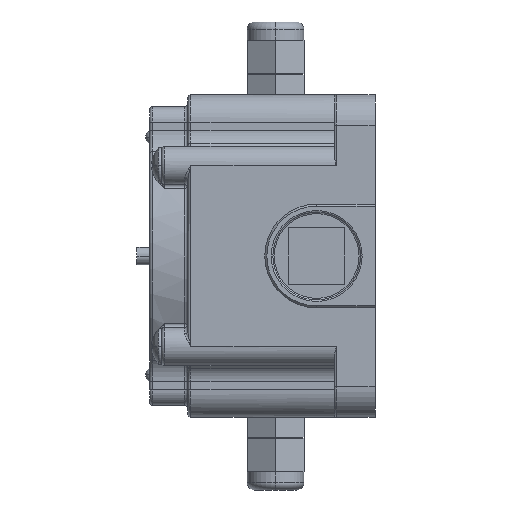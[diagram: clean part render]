
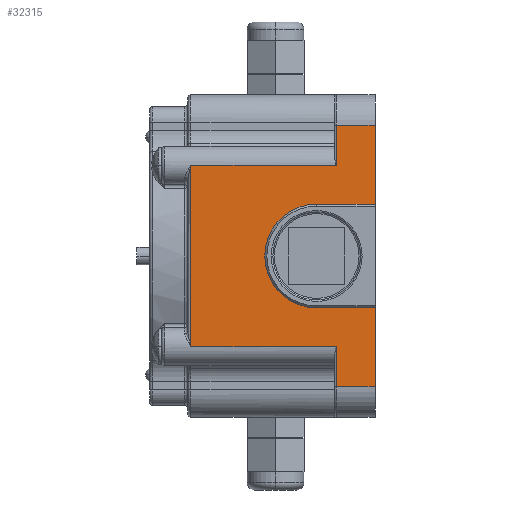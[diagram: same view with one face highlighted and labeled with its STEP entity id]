
A CAD part, left-side view. The second image highlights one B-rep face of the part: STEP entity #32315.
In plain terms, the highlighted planar face has unit normal (-1, 0, 0).
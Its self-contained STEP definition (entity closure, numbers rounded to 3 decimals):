
#4130=DIRECTION('',(0.,1.,0.));
#4131=VECTOR('',#4130,36.47);
#4132=CARTESIAN_POINT('',(-40.07,9.76,22.735));
#4133=LINE('',#4132,#4131);
#4202=DIRECTION('',(0.,1.,0.));
#4203=VECTOR('',#4202,36.47);
#4204=CARTESIAN_POINT('',(-40.07,9.76,-22.735));
#4205=LINE('',#4204,#4203);
#4206=DIRECTION('',(0.,0.,1.));
#4207=VECTOR('',#4206,10.119);
#4208=CARTESIAN_POINT('',(-40.07,9.76,22.735));
#4209=LINE('',#4208,#4207);
#4210=DIRECTION('',(0.,0.,-1.));
#4211=VECTOR('',#4210,19.834);
#4212=CARTESIAN_POINT('',(-40.07,0.,32.854));
#4213=LINE('',#4212,#4211);
#4214=DIRECTION('',(0.,1.,0.));
#4215=VECTOR('',#4214,14.67);
#4216=CARTESIAN_POINT('',(-40.07,0.,13.02));
#4217=LINE('',#4216,#4215);
#4218=CARTESIAN_POINT('',(-40.07,14.67,0.));
#4219=DIRECTION('',(-1.,0.,0.));
#4220=DIRECTION('',(0.,0.,1.));
#4221=AXIS2_PLACEMENT_3D('',#4218,#4219,#4220);
#4223=DIRECTION('',(0.,1.,0.));
#4224=VECTOR('',#4223,14.67);
#4225=CARTESIAN_POINT('',(-40.07,0.,-13.02));
#4226=LINE('',#4225,#4224);
#4227=DIRECTION('',(0.,0.,-1.));
#4228=VECTOR('',#4227,19.834);
#4229=CARTESIAN_POINT('',(-40.07,0.,-13.02));
#4230=LINE('',#4229,#4228);
#4231=DIRECTION('',(0.,1.,0.));
#4232=VECTOR('',#4231,9.76);
#4233=CARTESIAN_POINT('',(-40.07,0.,-32.854));
#4234=LINE('',#4233,#4232);
#4235=DIRECTION('',(0.,0.,1.));
#4236=VECTOR('',#4235,10.119);
#4237=CARTESIAN_POINT('',(-40.07,9.76,-32.854));
#4238=LINE('',#4237,#4236);
#4284=CARTESIAN_POINT('',(-40.071,46.23,
-22.735));
#5761=CARTESIAN_POINT('',(-40.07,46.23,22.735));
#5763=DIRECTION('',(0.,0.,-1.));
#5764=VECTOR('',#5763,45.47);
#5765=CARTESIAN_POINT('',(-40.07,46.23,22.735));
#5766=LINE('',#5765,#5764);
#26113=DIRECTION('',(0.,1.,0.));
#26114=VECTOR('',#26113,9.76);
#26115=CARTESIAN_POINT('',(-40.07,0.,32.854));
#26116=LINE('',#26115,#26114);
#26754=CARTESIAN_POINT('',(-40.07,0.,32.854));
#26756=VERTEX_POINT('',#26754);
#26767=CARTESIAN_POINT('',(-40.07,0.,-32.854));
#26769=VERTEX_POINT('',#26767);
#26842=CARTESIAN_POINT('',(-40.07,0.,-13.02));
#26843=CARTESIAN_POINT('',(-40.07,14.67,-13.02));
#26844=VERTEX_POINT('',#26842);
#26845=VERTEX_POINT('',#26843);
#26846=CARTESIAN_POINT('',(-40.07,0.,13.02));
#26847=CARTESIAN_POINT('',(-40.07,14.67,13.02));
#26848=VERTEX_POINT('',#26846);
#26849=VERTEX_POINT('',#26847);
#27356=CARTESIAN_POINT('',(-40.07,9.76,32.854));
#27357=VERTEX_POINT('',#27356);
#27360=CARTESIAN_POINT('',(-40.07,9.76,22.735));
#27361=VERTEX_POINT('',#27360);
#27366=CARTESIAN_POINT('',(-40.07,9.76,-32.854));
#27367=CARTESIAN_POINT('',(-40.07,9.76,-22.735));
#27368=VERTEX_POINT('',#27366);
#27369=VERTEX_POINT('',#27367);
#28634=VERTEX_POINT('',#5761);
#28652=VERTEX_POINT('',#4284);
#32287=CARTESIAN_POINT('',(-40.07,0.,-32.854));
#32288=DIRECTION('',(-1.,0.,0.));
#32289=DIRECTION('',(0.,0.,1.));
#32290=AXIS2_PLACEMENT_3D('',#32287,#32288,#32289);
#32291=PLANE('',#32290);
#32293=ORIENTED_EDGE('',*,*,#32292,.T.);
#32295=ORIENTED_EDGE('',*,*,#32294,.F.);
#32296=ORIENTED_EDGE('',*,*,#32263,.F.);
#32298=ORIENTED_EDGE('',*,*,#32297,.T.);
#32300=ORIENTED_EDGE('',*,*,#32299,.F.);
#32301=ORIENTED_EDGE('',*,*,#29490,.T.);
#32303=ORIENTED_EDGE('',*,*,#32302,.T.);
#32305=ORIENTED_EDGE('',*,*,#32304,.T.);
#32307=ORIENTED_EDGE('',*,*,#32306,.F.);
#32308=ORIENTED_EDGE('',*,*,#29478,.T.);
#32310=ORIENTED_EDGE('',*,*,#32309,.T.);
#32312=ORIENTED_EDGE('',*,*,#32311,.T.);
#32313=EDGE_LOOP('',(#32293,#32295,#32296,#32298,#32300,#32301,#32303,#32305,
#32307,#32308,#32310,#32312));
#32314=FACE_OUTER_BOUND('',#32313,.F.);
#32315=ADVANCED_FACE('',(#32314),#32291,.T.);
#4222=CIRCLE('',#4221,13.02);
#29478=EDGE_CURVE('',#26844,#26769,#4230,.T.);
#29490=EDGE_CURVE('',#26756,#26848,#4213,.T.);
#32263=EDGE_CURVE('',#27361,#28634,#4133,.T.);
#32292=EDGE_CURVE('',#27369,#28652,#4205,.T.);
#32294=EDGE_CURVE('',#28634,#28652,#5766,.T.);
#32297=EDGE_CURVE('',#27361,#27357,#4209,.T.);
#32299=EDGE_CURVE('',#26756,#27357,#26116,.T.);
#32302=EDGE_CURVE('',#26848,#26849,#4217,.T.);
#32304=EDGE_CURVE('',#26849,#26845,#4222,.T.);
#32306=EDGE_CURVE('',#26844,#26845,#4226,.T.);
#32309=EDGE_CURVE('',#26769,#27368,#4234,.T.);
#32311=EDGE_CURVE('',#27368,#27369,#4238,.T.);
